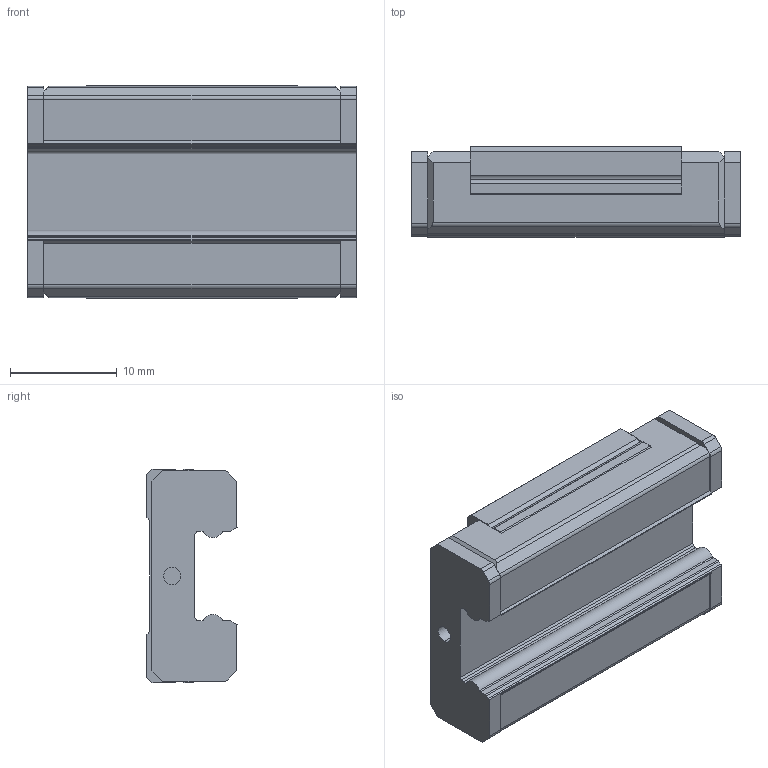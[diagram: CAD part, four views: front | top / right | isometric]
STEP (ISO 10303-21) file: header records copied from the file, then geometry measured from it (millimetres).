
FILE_DESCRIPTION (( 'STEP AP214' ), '1' );
FILE_NAME ('SRS9XMSS, Føringsvogn, Bondy.STEP', '2020-06-15T08:18:00', ( '' ), ( '' ), 'SwSTEP 2.0', 'SolidWorks 2020', '' );
FILE_SCHEMA (( 'AUTOMOTIVE_DESIGN' ));
Length unit declared in the file: millimetre
Products named in the file (2): SRS9XMSS, Føringsvogn, Bondy; _SRS9XMSS1 Slider
Assembly tree (1 placements, depth 2):
  SRS9XMSS, Føringsvogn, Bondy
    _SRS9XMSS1 Slider
Bounding box: 30.8 x 8.5 x 20 mm (x, y, z)
Volume: 3834.5 mm3; surface area: 2371.5 mm2
Topology: 1 solids, 1 shells, 146 faces, 382 edges, 236 vertices
Faces by surface type: plane 88, cylinder 42, cone 16
Entity records: 4440 total; most frequent: CARTESIAN_POINT 772, DIRECTION 766, ORIENTED_EDGE 748, EDGE_CURVE 374, VECTOR 274, LINE 274, AXIS2_PLACEMENT_3D 246, VERTEX_POINT 236
